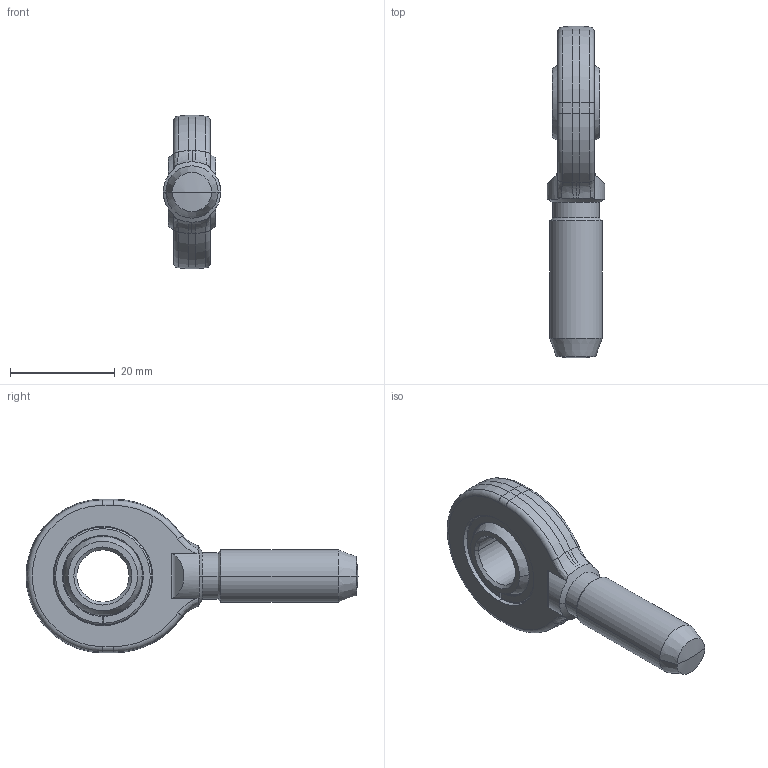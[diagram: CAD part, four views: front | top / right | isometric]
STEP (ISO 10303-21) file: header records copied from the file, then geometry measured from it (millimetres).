
FILE_DESCRIPTION (( 'STEP AP214' ), '1' );
FILE_NAME ('sal_10_e_asm.STEP', '2025-03-31T16:08:42', ( '' ), ( '' ), 'SwSTEP 2.0', 'SolidWorks 2024', '' );
FILE_SCHEMA (( 'AUTOMOTIVE_DESIGN' ));
Length unit declared in the file: millimetre
Products named in the file (6): GE_10_E_18S_ASM.stp; IR-GE_10_WM068_ZKL.stp; HF-SA_SAL_10_18S_1.stp; OR-GE_10_E_WM068_ZKL.stp; sal_10_e_asm; sal_10_e_asm.stp
Assembly tree (5 placements, depth 4):
  sal_10_e_asm
    sal_10_e_asm.stp
      GE_10_E_18S_ASM.stp
        IR-GE_10_WM068_ZKL.stp
        OR-GE_10_E_WM068_ZKL.stp
      HF-SA_SAL_10_18S_1.stp
Bounding box: 11 x 63.46 x 29.4 mm (x, y, z)
Volume: 7109.9 mm3; surface area: 4580.4 mm2
Topology: 3 solids, 3 shells, 100 faces, 234 edges, 137 vertices
Faces by surface type: cone 30, cylinder 21, plane 16, torus 15, bspline 14, sphere 4
Entity records: 3679 total; most frequent: CARTESIAN_POINT 1362, DIRECTION 462, ORIENTED_EDGE 458, EDGE_CURVE 229, AXIS2_PLACEMENT_3D 198, VERTEX_POINT 134, EDGE_LOOP 105, CIRCLE 102
